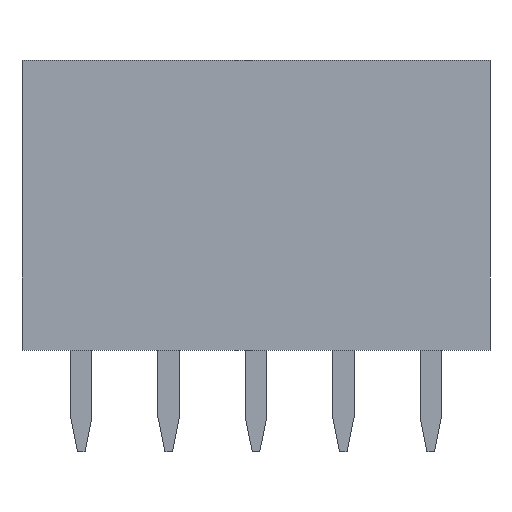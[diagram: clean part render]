
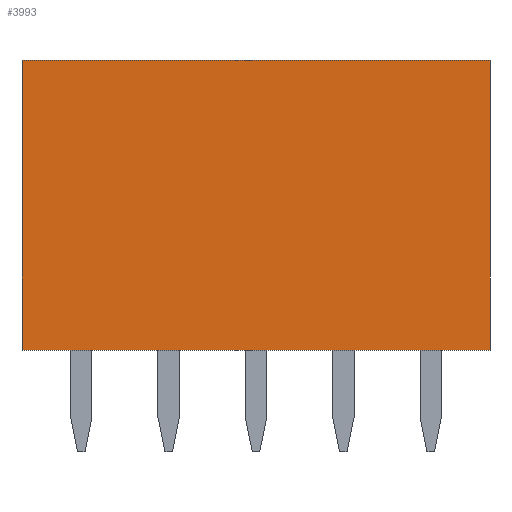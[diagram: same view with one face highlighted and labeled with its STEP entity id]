
A CAD part, front view. The second image highlights one B-rep face of the part: STEP entity #3993.
In plain terms, the highlighted planar face has unit normal (0, -1, 0).
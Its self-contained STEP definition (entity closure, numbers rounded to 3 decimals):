
#126=FACE_OUTER_BOUND('',#321,.T.);
#321=EDGE_LOOP('',(#2913,#2914,#2915,#2916));
#529=LINE('',#5467,#1073);
#717=LINE('',#5840,#1261);
#720=LINE('',#5846,#1264);
#721=LINE('',#5847,#1265);
#1073=VECTOR('',#4494,10.);
#1261=VECTOR('',#4810,10.);
#1264=VECTOR('',#4815,10.);
#1265=VECTOR('',#4816,10.);
#1581=VERTEX_POINT('',#5464);
#1582=VERTEX_POINT('',#5466);
#1703=VERTEX_POINT('',#5839);
#1705=VERTEX_POINT('',#5845);
#1973=EDGE_CURVE('',#1582,#1581,#529,.T.);
#2161=EDGE_CURVE('',#1703,#1582,#717,.T.);
#2164=EDGE_CURVE('',#1581,#1705,#720,.T.);
#2165=EDGE_CURVE('',#1705,#1703,#721,.T.);
#2913=ORIENTED_EDGE('',*,*,#2164,.T.);
#2914=ORIENTED_EDGE('',*,*,#2165,.T.);
#2915=ORIENTED_EDGE('',*,*,#2161,.T.);
#2916=ORIENTED_EDGE('',*,*,#1973,.T.);
#3597=PLANE('',#4213);
#3993=ADVANCED_FACE('',(#126),#3597,.T.);
#4213=AXIS2_PLACEMENT_3D('',#5844,#4813,#4814);
#4494=DIRECTION('',(0.,0.,1.));
#4810=DIRECTION('',(1.,0.,0.));
#4813=DIRECTION('center_axis',(0.,-1.,0.));
#4814=DIRECTION('ref_axis',(0.,0.,-1.));
#4815=DIRECTION('',(-1.,0.,0.));
#4816=DIRECTION('',(0.,0.,-1.));
#5464=CARTESIAN_POINT('',(1.725,-1.21,8.43));
#5466=CARTESIAN_POINT('',(1.725,-1.21,0.));
#5467=CARTESIAN_POINT('',(1.725,-1.21,0.));
#5839=CARTESIAN_POINT('',(-11.885,-1.21,0.));
#5840=CARTESIAN_POINT('',(-9.345,-1.21,0.));
#5844=CARTESIAN_POINT('Origin',(-10.16,-1.21,4.215));
#5845=CARTESIAN_POINT('',(-11.885,-1.21,8.43));
#5846=CARTESIAN_POINT('',(-8.435,-1.21,8.43));
#5847=CARTESIAN_POINT('',(-11.885,-1.21,8.43));
